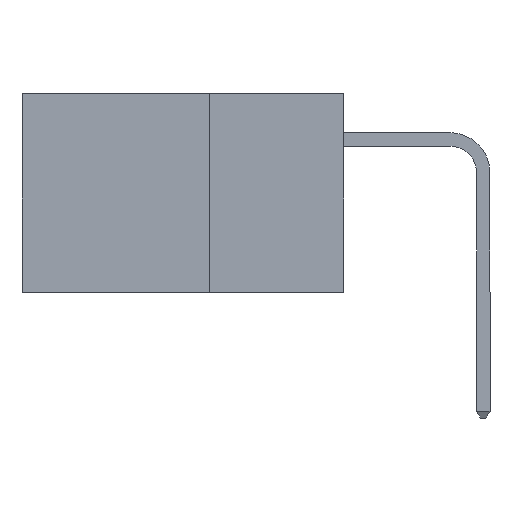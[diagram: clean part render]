
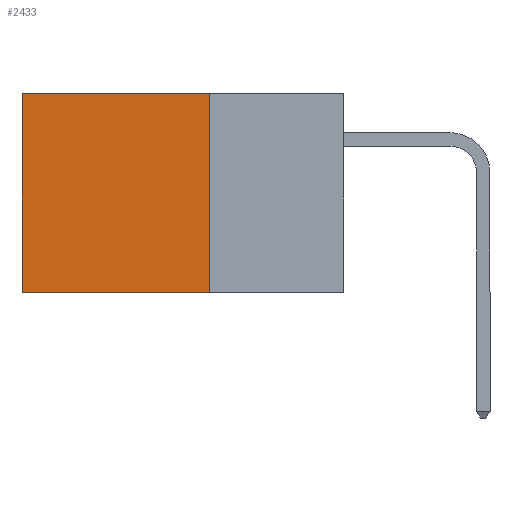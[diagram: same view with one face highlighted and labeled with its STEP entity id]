
A CAD part, left-side view. The second image highlights one B-rep face of the part: STEP entity #2433.
In plain terms, the highlighted planar face has unit normal (-1, 0, 0).
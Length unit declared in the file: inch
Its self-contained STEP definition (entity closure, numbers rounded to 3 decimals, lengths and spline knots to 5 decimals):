
#229 = EDGE_CURVE ( 'NONE', #691, #1937, #10095, .T. ) ;
#271 = DIRECTION ( 'NONE',  ( 0., 0., -1. ) ) ;
#653 = ORIENTED_EDGE ( 'NONE', *, *, #8707, .F. ) ;
#691 = VERTEX_POINT ( 'NONE', #3621 ) ;
#815 = CARTESIAN_POINT ( 'NONE',  ( 0.298, 0.6, -0.37 ) ) ;
#880 = VECTOR ( 'NONE', #2335, 39.37008 ) ;
#1333 = FACE_OUTER_BOUND ( 'NONE', #6462, .T. ) ;
#1841 = VERTEX_POINT ( 'NONE', #815 ) ;
#1912 = VECTOR ( 'NONE', #5506, 39.37008 ) ;
#1937 = VERTEX_POINT ( 'NONE', #5016 ) ;
#2187 = VERTEX_POINT ( 'NONE', #2375 ) ;
#2335 = DIRECTION ( 'NONE',  ( 0., 0., -1. ) ) ;
#2375 = CARTESIAN_POINT ( 'NONE',  ( 0.298, 0.25, -0.37 ) ) ;
#2433 = ADVANCED_FACE ( 'NONE', ( #1333 ), #6936, .F. ) ;
#3621 = CARTESIAN_POINT ( 'NONE',  ( 0.298, 0.25, 0. ) ) ;
#3801 = ORIENTED_EDGE ( 'NONE', *, *, #5045, .T. ) ;
#4123 = LINE ( 'NONE', #4445, #8078 ) ;
#4445 = CARTESIAN_POINT ( 'NONE',  ( 0.298, 0.25, -0.37 ) ) ;
#5016 = CARTESIAN_POINT ( 'NONE',  ( 0.298, 0.6, 0. ) ) ;
#5045 = EDGE_CURVE ( 'NONE', #1937, #1841, #7422, .T. ) ;
#5064 = CARTESIAN_POINT ( 'NONE',  ( 0.298, 0.25, 0. ) ) ;
#5234 = DIRECTION ( 'NONE',  ( 0., 1., 0. ) ) ;
#5506 = DIRECTION ( 'NONE',  ( 0., 1., 0. ) ) ;
#5714 = AXIS2_PLACEMENT_3D ( 'NONE', #5064, #8166, #8756 ) ;
#5718 = ORIENTED_EDGE ( 'NONE', *, *, #10327, .F. ) ;
#6122 = CARTESIAN_POINT ( 'NONE',  ( 0.298, 0.25, 0. ) ) ;
#6462 = EDGE_LOOP ( 'NONE', ( #3801, #5718, #653, #9990 ) ) ;
#6529 = LINE ( 'NONE', #6122, #10321 ) ;
#6936 = PLANE ( 'NONE',  #5714 ) ;
#7422 = LINE ( 'NONE', #7980, #880 ) ;
#7691 = CARTESIAN_POINT ( 'NONE',  ( 0.298, 0.25, 0. ) ) ;
#7980 = CARTESIAN_POINT ( 'NONE',  ( 0.298, 0.6, 0. ) ) ;
#8078 = VECTOR ( 'NONE', #5234, 39.37008 ) ;
#8166 = DIRECTION ( 'NONE',  ( 1., 0., 0. ) ) ;
#8707 = EDGE_CURVE ( 'NONE', #691, #2187, #6529, .T. ) ;
#8756 = DIRECTION ( 'NONE',  ( 0., 0., -1. ) ) ;
#9990 = ORIENTED_EDGE ( 'NONE', *, *, #229, .T. ) ;
#10095 = LINE ( 'NONE', #7691, #1912 ) ;
#10321 = VECTOR ( 'NONE', #271, 39.37008 ) ;
#10327 = EDGE_CURVE ( 'NONE', #2187, #1841, #4123, .T. ) ;
